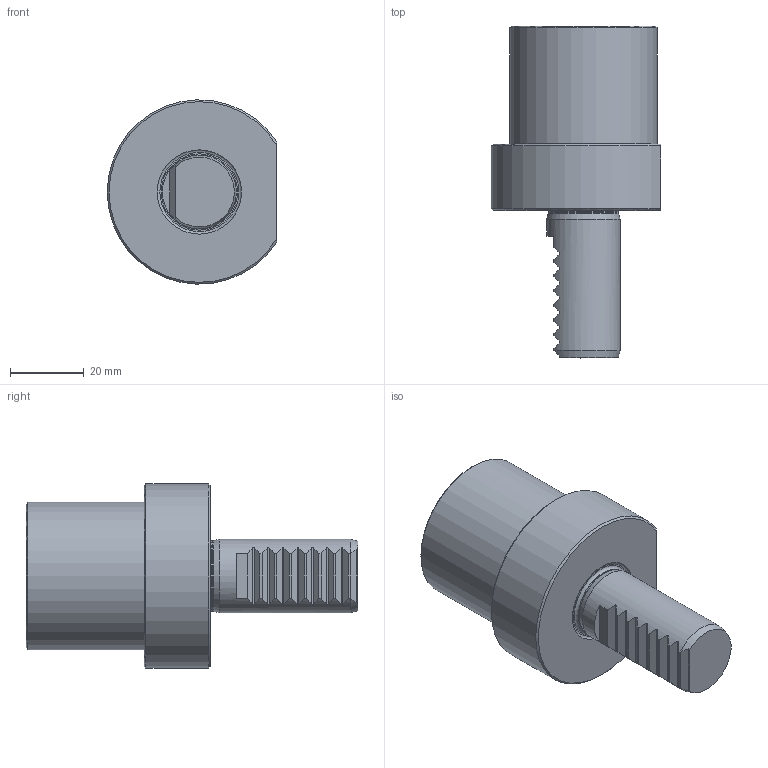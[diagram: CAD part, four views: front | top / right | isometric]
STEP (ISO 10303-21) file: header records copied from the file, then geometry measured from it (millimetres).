
FILE_DESCRIPTION (( 'STEP AP214' ), '1' );
FILE_NAME ('E220X10.STEP', '2025-07-11T12:59:38', ( '' ), ( '' ), 'SwSTEP 2.0', 'SolidWorks 2023', '' );
FILE_SCHEMA (( 'AUTOMOTIVE_DESIGN' ));
Length unit declared in the file: millimetre
Products named in the file (1): E220X10
Bounding box: 46 x 90 x 49.98 mm (x, y, z)
Volume: 83128.1 mm3; surface area: 14227.8 mm2
Topology: 1 solids, 1 shells, 252 faces, 660 edges, 438 vertices
Faces by surface type: plane 170, cylinder 39, bspline 35, cone 5, torus 3
Full cylindrical faces by diameter (mm): 1.275 x1, 1.575 x1, 4.775 x1, 10 x1, 19.1 x1, 20 x1, 40 x1
Entity records: 12213 total; most frequent: CARTESIAN_POINT 4236, ORIENTED_EDGE 1292, DIRECTION 1031, EDGE_CURVE 646, LINE 453, VECTOR 453, VERTEX_POINT 436, EDGE_LOOP 292
